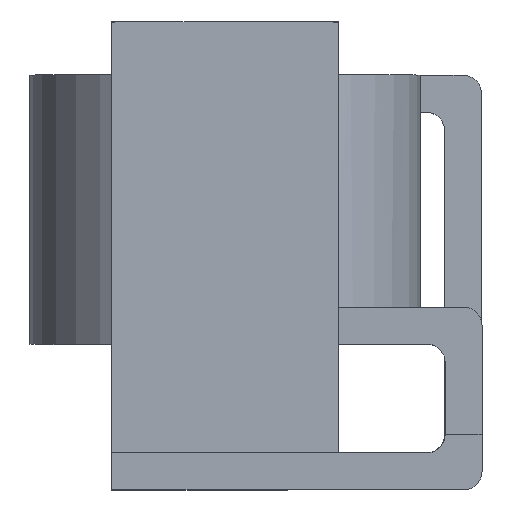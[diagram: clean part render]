
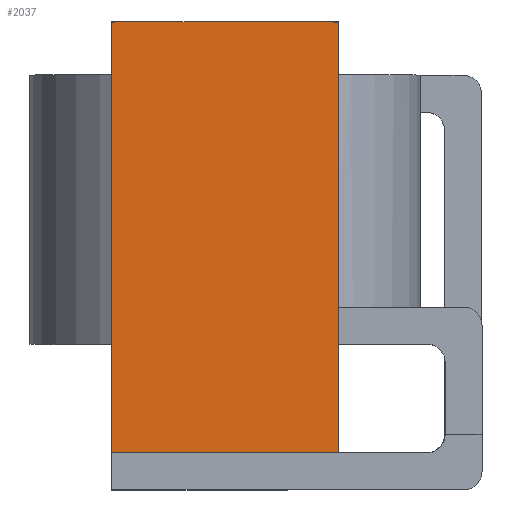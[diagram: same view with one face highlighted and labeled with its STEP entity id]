
A CAD part, top view. The second image highlights one B-rep face of the part: STEP entity #2037.
In plain terms, the highlighted planar face has unit normal (0, 0, 1).
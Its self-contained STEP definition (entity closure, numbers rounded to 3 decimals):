
#50 = CARTESIAN_POINT ( 'NONE',  ( -3.07, 11.66, 7.62 ) ) ;
#379 = EDGE_CURVE ( 'NONE', #2080, #9724, #7222, .T. ) ;
#857 = PLANE ( 'NONE',  #886 ) ;
#886 = AXIS2_PLACEMENT_3D ( 'NONE', #50, #5939, #3442 ) ;
#1068 = ORIENTED_EDGE ( 'NONE', *, *, #6425, .F. ) ;
#1711 = CARTESIAN_POINT ( 'NONE',  ( -3.07, 11.66, 7.62 ) ) ;
#1790 = EDGE_CURVE ( 'NONE', #2653, #9866, #5058, .T. ) ;
#2037 = ADVANCED_FACE ( 'NONE', ( #4033 ), #857, .F. ) ;
#2050 = DIRECTION ( 'NONE',  ( 0., 1., 0. ) ) ;
#2080 = VERTEX_POINT ( 'NONE', #4464 ) ;
#2653 = VERTEX_POINT ( 'NONE', #10965 ) ;
#2887 = ORIENTED_EDGE ( 'NONE', *, *, #379, .T. ) ;
#3000 = CARTESIAN_POINT ( 'NONE',  ( 3.07, 11.66, 7.62 ) ) ;
#3138 = EDGE_CURVE ( 'NONE', #2653, #2080, #9236, .T. ) ;
#3442 = DIRECTION ( 'NONE',  ( -1., 0., 0. ) ) ;
#3901 = CARTESIAN_POINT ( 'NONE',  ( 3.07, 11.66, 7.62 ) ) ;
#4020 = VECTOR ( 'NONE', #2050, 1000. ) ;
#4033 = FACE_OUTER_BOUND ( 'NONE', #7047, .T. ) ;
#4464 = CARTESIAN_POINT ( 'NONE',  ( 3.07, 0., 7.62 ) ) ;
#5058 = LINE ( 'NONE', #5810, #7329 ) ;
#5810 = CARTESIAN_POINT ( 'NONE',  ( -3.07, 11.66, 7.62 ) ) ;
#5939 = DIRECTION ( 'NONE',  ( 0., 0., -1. ) ) ;
#6158 = VECTOR ( 'NONE', #9962, 1000. ) ;
#6425 = EDGE_CURVE ( 'NONE', #9866, #9724, #6435, .T. ) ;
#6435 = LINE ( 'NONE', #3901, #9933 ) ;
#7047 = EDGE_LOOP ( 'NONE', ( #2887, #1068, #10946, #9209 ) ) ;
#7222 = LINE ( 'NONE', #10605, #4020 ) ;
#7309 = DIRECTION ( 'NONE',  ( 1., 0., 0. ) ) ;
#7329 = VECTOR ( 'NONE', #7501, 1000. ) ;
#7501 = DIRECTION ( 'NONE',  ( 0., 1., 0. ) ) ;
#8182 = CARTESIAN_POINT ( 'NONE',  ( 3.07, 0., 7.62 ) ) ;
#9209 = ORIENTED_EDGE ( 'NONE', *, *, #3138, .T. ) ;
#9236 = LINE ( 'NONE', #8182, #6158 ) ;
#9724 = VERTEX_POINT ( 'NONE', #3000 ) ;
#9866 = VERTEX_POINT ( 'NONE', #1711 ) ;
#9933 = VECTOR ( 'NONE', #7309, 1000. ) ;
#9962 = DIRECTION ( 'NONE',  ( 1., 0., 0. ) ) ;
#10605 = CARTESIAN_POINT ( 'NONE',  ( 3.07, 11.66, 7.62 ) ) ;
#10946 = ORIENTED_EDGE ( 'NONE', *, *, #1790, .F. ) ;
#10965 = CARTESIAN_POINT ( 'NONE',  ( -3.07, 0., 7.62 ) ) ;
